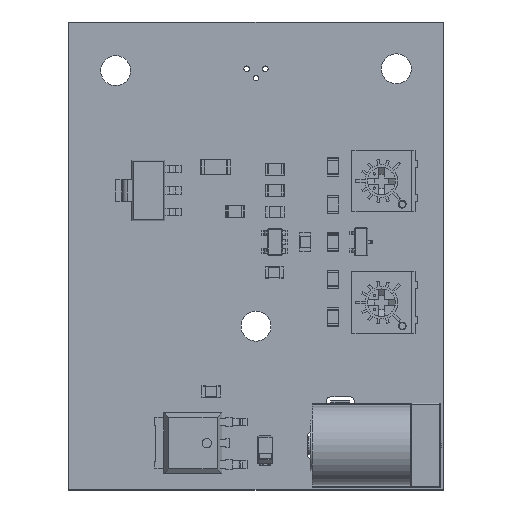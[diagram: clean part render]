
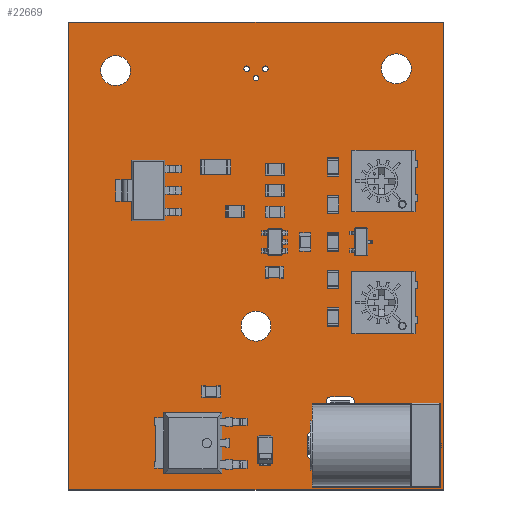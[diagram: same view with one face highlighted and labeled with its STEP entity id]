
A CAD part, top view. The second image highlights one B-rep face of the part: STEP entity #22669.
In plain terms, the highlighted planar face has unit normal (0, 0, 1).
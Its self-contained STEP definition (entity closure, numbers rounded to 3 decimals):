
#22317 = VERTEX_POINT('',#22318);
#22318 = CARTESIAN_POINT('',(140.,-115.,1.51));
#22324 = EDGE_CURVE('',#22317,#22325,#22327,.T.);
#22325 = VERTEX_POINT('',#22326);
#22326 = CARTESIAN_POINT('',(100.,-115.,1.51));
#22327 = LINE('',#22328,#22329);
#22328 = CARTESIAN_POINT('',(140.,-115.,1.51));
#22329 = VECTOR('',#22330,1.);
#22330 = DIRECTION('',(-1.,0.,0.));
#22357 = VERTEX_POINT('',#22358);
#22358 = CARTESIAN_POINT('',(140.,-65.,1.51));
#22364 = EDGE_CURVE('',#22357,#22317,#22365,.T.);
#22365 = LINE('',#22366,#22367);
#22366 = CARTESIAN_POINT('',(140.,-65.,1.51));
#22367 = VECTOR('',#22368,1.);
#22368 = DIRECTION('',(0.,-1.,0.));
#22386 = EDGE_CURVE('',#22325,#22387,#22389,.T.);
#22387 = VERTEX_POINT('',#22388);
#22388 = CARTESIAN_POINT('',(100.,-65.,1.51));
#22389 = LINE('',#22390,#22391);
#22390 = CARTESIAN_POINT('',(100.,-115.,1.51));
#22391 = VECTOR('',#22392,1.);
#22392 = DIRECTION('',(0.,1.,0.));
#22669 = ADVANCED_FACE('',(#22670,#22681,#22717,#22753,#22789,#22800,
    #22811,#22822,#22833,#22844,#22855,#22866,#22877,#22888,#22899,
    #22910),#22921,.T.);
#22670 = FACE_BOUND('',#22671,.T.);
#22671 = EDGE_LOOP('',(#22672,#22673,#22674,#22680));
#22672 = ORIENTED_EDGE('',*,*,#22324,.F.);
#22673 = ORIENTED_EDGE('',*,*,#22364,.F.);
#22674 = ORIENTED_EDGE('',*,*,#22675,.F.);
#22675 = EDGE_CURVE('',#22387,#22357,#22676,.T.);
#22676 = LINE('',#22677,#22678);
#22677 = CARTESIAN_POINT('',(100.,-65.,1.51));
#22678 = VECTOR('',#22679,1.);
#22679 = DIRECTION('',(1.,0.,0.));
#22680 = ORIENTED_EDGE('',*,*,#22386,.F.);
#22681 = FACE_BOUND('',#22682,.T.);
#22682 = EDGE_LOOP('',(#22683,#22694,#22702,#22711));
#22683 = ORIENTED_EDGE('',*,*,#22684,.T.);
#22684 = EDGE_CURVE('',#22685,#22687,#22689,.T.);
#22685 = VERTEX_POINT('',#22686);
#22686 = CARTESIAN_POINT('',(125.5,-109.25,1.51));
#22687 = VERTEX_POINT('',#22688);
#22688 = CARTESIAN_POINT('',(126.5,-109.25,1.51));
#22689 = CIRCLE('',#22690,0.5);
#22690 = AXIS2_PLACEMENT_3D('',#22691,#22692,#22693);
#22691 = CARTESIAN_POINT('',(126.,-109.25,1.51));
#22692 = DIRECTION('',(0.,-0.,-1.));
#22693 = DIRECTION('',(1.,0.,-0.));
#22694 = ORIENTED_EDGE('',*,*,#22695,.T.);
#22695 = EDGE_CURVE('',#22687,#22696,#22698,.T.);
#22696 = VERTEX_POINT('',#22697);
#22697 = CARTESIAN_POINT('',(126.5,-111.25,1.51));
#22698 = LINE('',#22699,#22700);
#22699 = CARTESIAN_POINT('',(126.5,-55.625,1.51));
#22700 = VECTOR('',#22701,1.);
#22701 = DIRECTION('',(0.,-1.,0.));
#22702 = ORIENTED_EDGE('',*,*,#22703,.T.);
#22703 = EDGE_CURVE('',#22696,#22704,#22706,.T.);
#22704 = VERTEX_POINT('',#22705);
#22705 = CARTESIAN_POINT('',(125.5,-111.25,1.51));
#22706 = CIRCLE('',#22707,0.5);
#22707 = AXIS2_PLACEMENT_3D('',#22708,#22709,#22710);
#22708 = CARTESIAN_POINT('',(126.,-111.25,1.51));
#22709 = DIRECTION('',(-0.,0.,-1.));
#22710 = DIRECTION('',(-1.,0.,0.));
#22711 = ORIENTED_EDGE('',*,*,#22712,.T.);
#22712 = EDGE_CURVE('',#22704,#22685,#22713,.T.);
#22713 = LINE('',#22714,#22715);
#22714 = CARTESIAN_POINT('',(125.5,-54.625,1.51));
#22715 = VECTOR('',#22716,1.);
#22716 = DIRECTION('',(-0.,1.,0.));
#22717 = FACE_BOUND('',#22718,.T.);
#22718 = EDGE_LOOP('',(#22719,#22730,#22738,#22747));
#22719 = ORIENTED_EDGE('',*,*,#22720,.T.);
#22720 = EDGE_CURVE('',#22721,#22723,#22725,.T.);
#22721 = VERTEX_POINT('',#22722);
#22722 = CARTESIAN_POINT('',(131.5,-109.25,1.51));
#22723 = VERTEX_POINT('',#22724);
#22724 = CARTESIAN_POINT('',(132.5,-109.25,1.51));
#22725 = CIRCLE('',#22726,0.5);
#22726 = AXIS2_PLACEMENT_3D('',#22727,#22728,#22729);
#22727 = CARTESIAN_POINT('',(132.,-109.25,1.51));
#22728 = DIRECTION('',(0.,-0.,-1.));
#22729 = DIRECTION('',(1.,0.,-0.));
#22730 = ORIENTED_EDGE('',*,*,#22731,.T.);
#22731 = EDGE_CURVE('',#22723,#22732,#22734,.T.);
#22732 = VERTEX_POINT('',#22733);
#22733 = CARTESIAN_POINT('',(132.5,-111.25,1.51));
#22734 = LINE('',#22735,#22736);
#22735 = CARTESIAN_POINT('',(132.5,-55.625,1.51));
#22736 = VECTOR('',#22737,1.);
#22737 = DIRECTION('',(0.,-1.,0.));
#22738 = ORIENTED_EDGE('',*,*,#22739,.T.);
#22739 = EDGE_CURVE('',#22732,#22740,#22742,.T.);
#22740 = VERTEX_POINT('',#22741);
#22741 = CARTESIAN_POINT('',(131.5,-111.25,1.51));
#22742 = CIRCLE('',#22743,0.5);
#22743 = AXIS2_PLACEMENT_3D('',#22744,#22745,#22746);
#22744 = CARTESIAN_POINT('',(132.,-111.25,1.51));
#22745 = DIRECTION('',(-0.,0.,-1.));
#22746 = DIRECTION('',(-1.,0.,0.));
#22747 = ORIENTED_EDGE('',*,*,#22748,.T.);
#22748 = EDGE_CURVE('',#22740,#22721,#22749,.T.);
#22749 = LINE('',#22750,#22751);
#22750 = CARTESIAN_POINT('',(131.5,-54.625,1.51));
#22751 = VECTOR('',#22752,1.);
#22752 = DIRECTION('',(-0.,1.,0.));
#22753 = FACE_BOUND('',#22754,.T.);
#22754 = EDGE_LOOP('',(#22755,#22766,#22774,#22783));
#22755 = ORIENTED_EDGE('',*,*,#22756,.T.);
#22756 = EDGE_CURVE('',#22757,#22759,#22761,.T.);
#22757 = VERTEX_POINT('',#22758);
#22758 = CARTESIAN_POINT('',(128.,-106.05,1.51));
#22759 = VERTEX_POINT('',#22760);
#22760 = CARTESIAN_POINT('',(128.,-105.05,1.51));
#22761 = CIRCLE('',#22762,0.5);
#22762 = AXIS2_PLACEMENT_3D('',#22763,#22764,#22765);
#22763 = CARTESIAN_POINT('',(128.,-105.55,1.51));
#22764 = DIRECTION('',(-0.,0.,-1.));
#22765 = DIRECTION('',(0.,1.,0.));
#22766 = ORIENTED_EDGE('',*,*,#22767,.T.);
#22767 = EDGE_CURVE('',#22759,#22768,#22770,.T.);
#22768 = VERTEX_POINT('',#22769);
#22769 = CARTESIAN_POINT('',(130.,-105.05,1.51));
#22770 = LINE('',#22771,#22772);
#22771 = CARTESIAN_POINT('',(65.,-105.05,1.51));
#22772 = VECTOR('',#22773,1.);
#22773 = DIRECTION('',(1.,0.,-0.));
#22774 = ORIENTED_EDGE('',*,*,#22775,.T.);
#22775 = EDGE_CURVE('',#22768,#22776,#22778,.T.);
#22776 = VERTEX_POINT('',#22777);
#22777 = CARTESIAN_POINT('',(130.,-106.05,1.51));
#22778 = CIRCLE('',#22779,0.5);
#22779 = AXIS2_PLACEMENT_3D('',#22780,#22781,#22782);
#22780 = CARTESIAN_POINT('',(130.,-105.55,1.51));
#22781 = DIRECTION('',(-0.,0.,-1.));
#22782 = DIRECTION('',(-0.,-1.,0.));
#22783 = ORIENTED_EDGE('',*,*,#22784,.T.);
#22784 = EDGE_CURVE('',#22776,#22757,#22785,.T.);
#22785 = LINE('',#22786,#22787);
#22786 = CARTESIAN_POINT('',(64.,-106.05,1.51));
#22787 = VECTOR('',#22788,1.);
#22788 = DIRECTION('',(-1.,0.,0.));
#22789 = FACE_BOUND('',#22790,.T.);
#22790 = EDGE_LOOP('',(#22791));
#22791 = ORIENTED_EDGE('',*,*,#22792,.T.);
#22792 = EDGE_CURVE('',#22793,#22793,#22795,.T.);
#22793 = VERTEX_POINT('',#22794);
#22794 = CARTESIAN_POINT('',(120.,-99.1,1.51));
#22795 = CIRCLE('',#22796,1.6);
#22796 = AXIS2_PLACEMENT_3D('',#22797,#22798,#22799);
#22797 = CARTESIAN_POINT('',(120.,-97.5,1.51));
#22798 = DIRECTION('',(-0.,0.,-1.));
#22799 = DIRECTION('',(-0.,-1.,0.));
#22800 = FACE_BOUND('',#22801,.T.);
#22801 = EDGE_LOOP('',(#22802));
#22802 = ORIENTED_EDGE('',*,*,#22803,.T.);
#22803 = EDGE_CURVE('',#22804,#22804,#22806,.T.);
#22804 = VERTEX_POINT('',#22805);
#22805 = CARTESIAN_POINT('',(133.75,-97.937,1.51));
#22806 = CIRCLE('',#22807,0.357);
#22807 = AXIS2_PLACEMENT_3D('',#22808,#22809,#22810);
#22808 = CARTESIAN_POINT('',(133.75,-97.58,1.51));
#22809 = DIRECTION('',(-0.,0.,-1.));
#22810 = DIRECTION('',(-0.,-1.,0.));
#22811 = FACE_BOUND('',#22812,.T.);
#22812 = EDGE_LOOP('',(#22813));
#22813 = ORIENTED_EDGE('',*,*,#22814,.T.);
#22814 = EDGE_CURVE('',#22815,#22815,#22817,.T.);
#22815 = VERTEX_POINT('',#22816);
#22816 = CARTESIAN_POINT('',(131.21,-95.397,1.51));
#22817 = CIRCLE('',#22818,0.357);
#22818 = AXIS2_PLACEMENT_3D('',#22819,#22820,#22821);
#22819 = CARTESIAN_POINT('',(131.21,-95.04,1.51));
#22820 = DIRECTION('',(-0.,0.,-1.));
#22821 = DIRECTION('',(-0.,-1.,0.));
#22822 = FACE_BOUND('',#22823,.T.);
#22823 = EDGE_LOOP('',(#22824));
#22824 = ORIENTED_EDGE('',*,*,#22825,.T.);
#22825 = EDGE_CURVE('',#22826,#22826,#22828,.T.);
#22826 = VERTEX_POINT('',#22827);
#22827 = CARTESIAN_POINT('',(133.75,-92.857,1.51));
#22828 = CIRCLE('',#22829,0.357);
#22829 = AXIS2_PLACEMENT_3D('',#22830,#22831,#22832);
#22830 = CARTESIAN_POINT('',(133.75,-92.5,1.51));
#22831 = DIRECTION('',(-0.,0.,-1.));
#22832 = DIRECTION('',(-0.,-1.,0.));
#22833 = FACE_BOUND('',#22834,.T.);
#22834 = EDGE_LOOP('',(#22835));
#22835 = ORIENTED_EDGE('',*,*,#22836,.T.);
#22836 = EDGE_CURVE('',#22837,#22837,#22839,.T.);
#22837 = VERTEX_POINT('',#22838);
#22838 = CARTESIAN_POINT('',(105.,-71.8,1.51));
#22839 = CIRCLE('',#22840,1.6);
#22840 = AXIS2_PLACEMENT_3D('',#22841,#22842,#22843);
#22841 = CARTESIAN_POINT('',(105.,-70.2,1.51));
#22842 = DIRECTION('',(-0.,0.,-1.));
#22843 = DIRECTION('',(-0.,-1.,0.));
#22844 = FACE_BOUND('',#22845,.T.);
#22845 = EDGE_LOOP('',(#22846));
#22846 = ORIENTED_EDGE('',*,*,#22847,.T.);
#22847 = EDGE_CURVE('',#22848,#22848,#22850,.T.);
#22848 = VERTEX_POINT('',#22849);
#22849 = CARTESIAN_POINT('',(119.,-70.3,1.51));
#22850 = CIRCLE('',#22851,0.3);
#22851 = AXIS2_PLACEMENT_3D('',#22852,#22853,#22854);
#22852 = CARTESIAN_POINT('',(119.,-70.,1.51));
#22853 = DIRECTION('',(-0.,0.,-1.));
#22854 = DIRECTION('',(-0.,-1.,0.));
#22855 = FACE_BOUND('',#22856,.T.);
#22856 = EDGE_LOOP('',(#22857));
#22857 = ORIENTED_EDGE('',*,*,#22858,.T.);
#22858 = EDGE_CURVE('',#22859,#22859,#22861,.T.);
#22859 = VERTEX_POINT('',#22860);
#22860 = CARTESIAN_POINT('',(131.21,-82.397,1.51));
#22861 = CIRCLE('',#22862,0.357);
#22862 = AXIS2_PLACEMENT_3D('',#22863,#22864,#22865);
#22863 = CARTESIAN_POINT('',(131.21,-82.04,1.51));
#22864 = DIRECTION('',(-0.,0.,-1.));
#22865 = DIRECTION('',(-0.,-1.,0.));
#22866 = FACE_BOUND('',#22867,.T.);
#22867 = EDGE_LOOP('',(#22868));
#22868 = ORIENTED_EDGE('',*,*,#22869,.T.);
#22869 = EDGE_CURVE('',#22870,#22870,#22872,.T.);
#22870 = VERTEX_POINT('',#22871);
#22871 = CARTESIAN_POINT('',(133.75,-84.937,1.51));
#22872 = CIRCLE('',#22873,0.357);
#22873 = AXIS2_PLACEMENT_3D('',#22874,#22875,#22876);
#22874 = CARTESIAN_POINT('',(133.75,-84.58,1.51));
#22875 = DIRECTION('',(-0.,0.,-1.));
#22876 = DIRECTION('',(-0.,-1.,0.));
#22877 = FACE_BOUND('',#22878,.T.);
#22878 = EDGE_LOOP('',(#22879));
#22879 = ORIENTED_EDGE('',*,*,#22880,.T.);
#22880 = EDGE_CURVE('',#22881,#22881,#22883,.T.);
#22881 = VERTEX_POINT('',#22882);
#22882 = CARTESIAN_POINT('',(133.75,-79.857,1.51));
#22883 = CIRCLE('',#22884,0.357);
#22884 = AXIS2_PLACEMENT_3D('',#22885,#22886,#22887);
#22885 = CARTESIAN_POINT('',(133.75,-79.5,1.51));
#22886 = DIRECTION('',(-0.,0.,-1.));
#22887 = DIRECTION('',(-0.,-1.,0.));
#22888 = FACE_BOUND('',#22889,.T.);
#22889 = EDGE_LOOP('',(#22890));
#22890 = ORIENTED_EDGE('',*,*,#22891,.T.);
#22891 = EDGE_CURVE('',#22892,#22892,#22894,.T.);
#22892 = VERTEX_POINT('',#22893);
#22893 = CARTESIAN_POINT('',(120.,-71.3,1.51));
#22894 = CIRCLE('',#22895,0.3);
#22895 = AXIS2_PLACEMENT_3D('',#22896,#22897,#22898);
#22896 = CARTESIAN_POINT('',(120.,-71.,1.51));
#22897 = DIRECTION('',(-0.,0.,-1.));
#22898 = DIRECTION('',(-0.,-1.,0.));
#22899 = FACE_BOUND('',#22900,.T.);
#22900 = EDGE_LOOP('',(#22901));
#22901 = ORIENTED_EDGE('',*,*,#22902,.T.);
#22902 = EDGE_CURVE('',#22903,#22903,#22905,.T.);
#22903 = VERTEX_POINT('',#22904);
#22904 = CARTESIAN_POINT('',(121.,-70.3,1.51));
#22905 = CIRCLE('',#22906,0.3);
#22906 = AXIS2_PLACEMENT_3D('',#22907,#22908,#22909);
#22907 = CARTESIAN_POINT('',(121.,-70.,1.51));
#22908 = DIRECTION('',(-0.,0.,-1.));
#22909 = DIRECTION('',(-0.,-1.,0.));
#22910 = FACE_BOUND('',#22911,.T.);
#22911 = EDGE_LOOP('',(#22912));
#22912 = ORIENTED_EDGE('',*,*,#22913,.T.);
#22913 = EDGE_CURVE('',#22914,#22914,#22916,.T.);
#22914 = VERTEX_POINT('',#22915);
#22915 = CARTESIAN_POINT('',(135.,-71.6,1.51));
#22916 = CIRCLE('',#22917,1.6);
#22917 = AXIS2_PLACEMENT_3D('',#22918,#22919,#22920);
#22918 = CARTESIAN_POINT('',(135.,-70.,1.51));
#22919 = DIRECTION('',(-0.,0.,-1.));
#22920 = DIRECTION('',(-0.,-1.,0.));
#22921 = PLANE('',#22922);
#22922 = AXIS2_PLACEMENT_3D('',#22923,#22924,#22925);
#22923 = CARTESIAN_POINT('',(0.,0.,1.51));
#22924 = DIRECTION('',(0.,0.,1.));
#22925 = DIRECTION('',(1.,0.,-0.));
